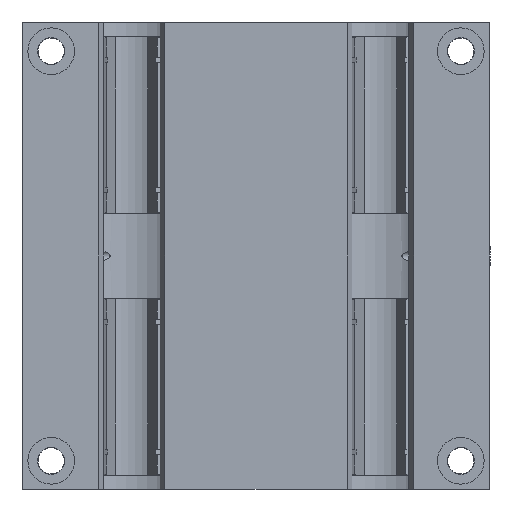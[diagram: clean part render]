
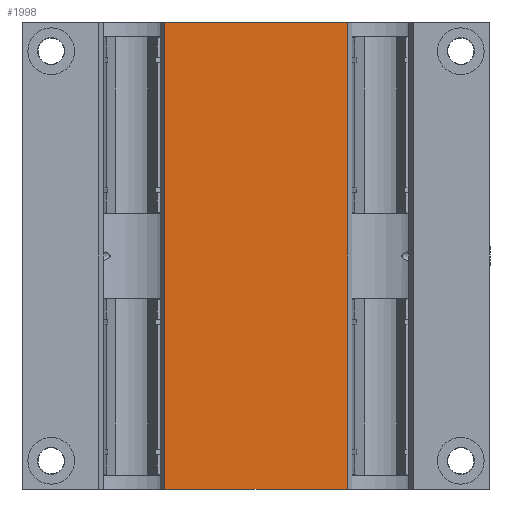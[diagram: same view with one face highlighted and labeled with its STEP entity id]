
A CAD part, front view. The second image highlights one B-rep face of the part: STEP entity #1998.
In plain terms, the highlighted planar face has unit normal (0, -1, 0).
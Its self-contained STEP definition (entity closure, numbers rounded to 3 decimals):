
#164=PLANE('',#2291);
#280=FACE_OUTER_BOUND('',#438,.T.);
#438=EDGE_LOOP('',(#1687,#1688,#1689,#1690));
#565=LINE('',#3623,#697);
#578=LINE('',#3652,#710);
#579=LINE('',#3655,#711);
#580=LINE('',#3656,#712);
#697=VECTOR('',#2806,10.);
#710=VECTOR('',#2833,10.);
#711=VECTOR('',#2836,10.);
#712=VECTOR('',#2837,10.);
#997=VERTEX_POINT('',#3620);
#998=VERTEX_POINT('',#3622);
#1007=VERTEX_POINT('',#3650);
#1008=VERTEX_POINT('',#3654);
#1234=EDGE_CURVE('',#998,#997,#565,.T.);
#1249=EDGE_CURVE('',#1007,#997,#578,.T.);
#1250=EDGE_CURVE('',#1007,#1008,#579,.T.);
#1251=EDGE_CURVE('',#1008,#998,#580,.T.);
#1687=ORIENTED_EDGE('',*,*,#1250,.T.);
#1688=ORIENTED_EDGE('',*,*,#1251,.T.);
#1689=ORIENTED_EDGE('',*,*,#1234,.T.);
#1690=ORIENTED_EDGE('',*,*,#1249,.F.);
#1998=ADVANCED_FACE('',(#280),#164,.T.);
#2291=AXIS2_PLACEMENT_3D('',#3653,#2834,#2835);
#2806=DIRECTION('',(1.,0.,0.));
#2833=DIRECTION('',(0.,0.,-1.));
#2834=DIRECTION('center_axis',(0.,-1.,0.));
#2835=DIRECTION('ref_axis',(0.,0.,-1.));
#2836=DIRECTION('',(-1.,0.,0.));
#2837=DIRECTION('',(0.,0.,-1.));
#3620=CARTESIAN_POINT('',(35.133,-30.,-90.));
#3622=CARTESIAN_POINT('',(-35.133,-30.,-90.));
#3623=CARTESIAN_POINT('',(35.133,-30.,-90.));
#3650=CARTESIAN_POINT('',(35.133,-30.,90.));
#3652=CARTESIAN_POINT('',(35.133,-30.,0.));
#3653=CARTESIAN_POINT('Origin',(35.133,-30.,0.));
#3654=CARTESIAN_POINT('',(-35.133,-30.,90.));
#3655=CARTESIAN_POINT('',(35.133,-30.,90.));
#3656=CARTESIAN_POINT('',(-35.133,-30.,0.));
